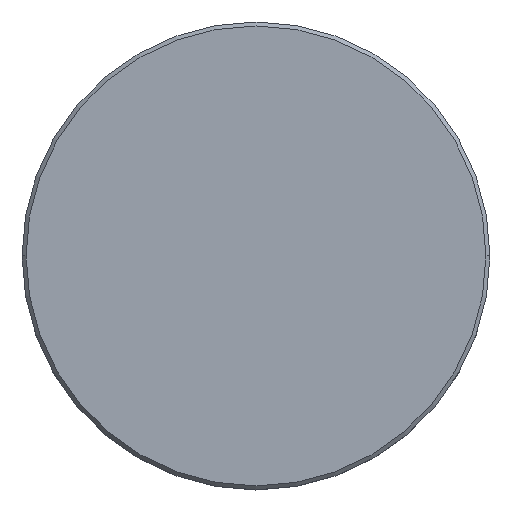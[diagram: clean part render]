
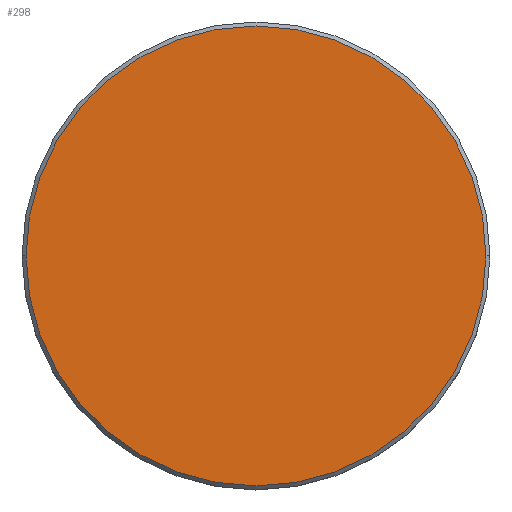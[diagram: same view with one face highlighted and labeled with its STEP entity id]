
A CAD part, top view. The second image highlights one B-rep face of the part: STEP entity #298.
In plain terms, the highlighted planar face has unit normal (0, 0, 1).
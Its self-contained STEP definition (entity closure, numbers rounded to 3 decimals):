
#4 = DIRECTION ( 'NONE',  ( 0., 0., 1. ) ) ;
#27 = EDGE_LOOP ( 'NONE', ( #215, #409 ) ) ;
#87 = VERTEX_POINT ( 'NONE', #804 ) ;
#99 = CIRCLE ( 'NONE', #922, 29. ) ;
#213 = EDGE_CURVE ( 'NONE', #87, #487, #99, .T. ) ;
#215 = ORIENTED_EDGE ( 'NONE', *, *, #764, .T. ) ;
#228 = FACE_OUTER_BOUND ( 'NONE', #27, .T. ) ;
#298 = ADVANCED_FACE ( 'NONE', ( #228 ), #682, .T. ) ;
#408 = DIRECTION ( 'NONE',  ( 1., 0., 0. ) ) ;
#409 = ORIENTED_EDGE ( 'NONE', *, *, #213, .T. ) ;
#416 = DIRECTION ( 'NONE',  ( 0., 0., 1. ) ) ;
#482 = DIRECTION ( 'NONE',  ( 1., 0., 0. ) ) ;
#487 = VERTEX_POINT ( 'NONE', #533 ) ;
#533 = CARTESIAN_POINT ( 'NONE',  ( -29., 0., 0. ) ) ;
#566 = DIRECTION ( 'NONE',  ( 1., 0., 0. ) ) ;
#682 = PLANE ( 'NONE',  #1052 ) ;
#757 = CARTESIAN_POINT ( 'NONE',  ( 0., 0., 0. ) ) ;
#764 = EDGE_CURVE ( 'NONE', #487, #87, #925, .T. ) ;
#789 = AXIS2_PLACEMENT_3D ( 'NONE', #874, #416, #482 ) ;
#804 = CARTESIAN_POINT ( 'NONE',  ( 29., 0., 0. ) ) ;
#874 = CARTESIAN_POINT ( 'NONE',  ( 0., 0., 0. ) ) ;
#922 = AXIS2_PLACEMENT_3D ( 'NONE', #757, #4, #566 ) ;
#925 = CIRCLE ( 'NONE', #789, 29. ) ;
#957 = DIRECTION ( 'NONE',  ( 0., 0., 1. ) ) ;
#1052 = AXIS2_PLACEMENT_3D ( 'NONE', #1133, #957, #408 ) ;
#1133 = CARTESIAN_POINT ( 'NONE',  ( 0., 0., 0. ) ) ;
